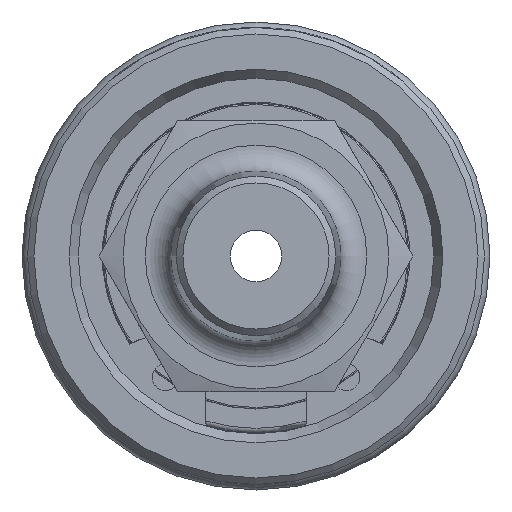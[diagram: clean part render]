
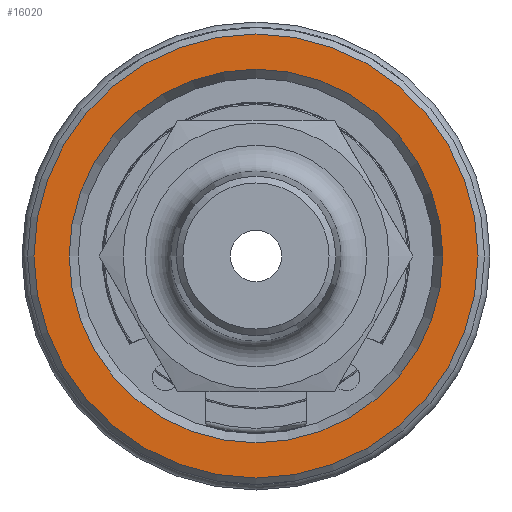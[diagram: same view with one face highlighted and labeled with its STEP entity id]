
A CAD part, left-side view. The second image highlights one B-rep face of the part: STEP entity #16020.
In plain terms, the highlighted planar face has unit normal (-1, 0, 0).
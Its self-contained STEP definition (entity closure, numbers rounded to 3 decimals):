
#15800=CARTESIAN_POINT('',(22.187,0.,11.6));
#15801=VERTEX_POINT('',#15800);
#15802=CARTESIAN_POINT('',(22.187,0.,0.));
#15803=DIRECTION('',(1.0,0.0,0.0));
#15804=DIRECTION('',(0.0,0.0,1.0));
#15805=AXIS2_PLACEMENT_3D('',#15802,#15803,#15804);
#15806=CIRCLE('',#15805,11.6);
#15807=EDGE_CURVE('',#15801,#15801,#15806,.T.);
#15980=CARTESIAN_POINT('',(22.187,13.785,0.));
#15981=VERTEX_POINT('',#15980);
#15982=CARTESIAN_POINT('',(22.187,0.,0.));
#15983=DIRECTION('',(1.0,0.0,0.0));
#15984=DIRECTION('',(0.0,-1.0,0.0));
#15985=AXIS2_PLACEMENT_3D('',#15982,#15983,#15984);
#15986=CIRCLE('',#15985,13.785);
#15987=EDGE_CURVE('',#15981,#15981,#15986,.T.);
#16009=CARTESIAN_POINT('',(22.187,0.,0.));
#16010=DIRECTION('',(-1.0,0.0,0.0));
#16011=DIRECTION('',(0.0,0.0,1.0));
#16012=AXIS2_PLACEMENT_3D('',#16009,#16010,#16011);
#16013=PLANE('',#16012);
#16014=ORIENTED_EDGE('',*,*,#15987,.F.);
#16015=EDGE_LOOP('',(#16014));
#16016=FACE_OUTER_BOUND('',#16015,.T.);
#16017=ORIENTED_EDGE('',*,*,#15807,.T.);
#16018=EDGE_LOOP('',(#16017));
#16019=FACE_BOUND('',#16018,.T.);
#16020=ADVANCED_FACE('',(#16016,#16019),#16013,.T.);
